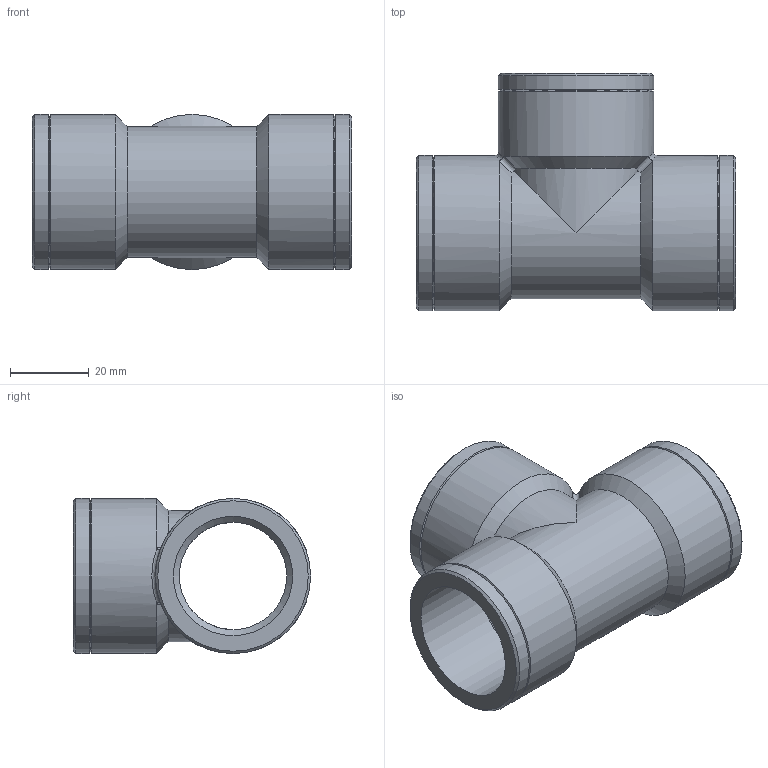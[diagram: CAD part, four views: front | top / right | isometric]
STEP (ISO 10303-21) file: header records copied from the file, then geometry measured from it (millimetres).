
FILE_DESCRIPTION(/* description */ ('PLASSON THREADED TEE 1"'),/* implementation_level */ '2;1');
FILE_NAME(/* name */ '050407010_0504070100A.ipt.stp',/* time_stamp */ '2017-06-18T09:21:04+03:00',/* author */ ('KIM'),/* organization */ (''),/* preprocessor_version */ 'ST-DEVELOPER v15.6',/* originating_system */ 'Autodesk Inventor 2015',/* authorisation */ '');
FILE_SCHEMA (('AUTOMOTIVE_DESIGN { 1 0 10303 214 3 1 1 }'));
Length unit declared in the file: millimetre
Products named in the file (1): 050407010_0504070100A
Bounding box: 81 x 60.19 x 39.38 mm (x, y, z)
Volume: 43759.3 mm3; surface area: 23291.2 mm2
Topology: 1 solids, 1 shells, 39 faces, 98 edges, 61 vertices
Faces by surface type: cone 16, cylinder 14, bspline 6, plane 3
Full cylindrical faces by diameter (mm): 27.262 x2, 30.291 x3, 39.378 x6
Entity records: 1406 total; most frequent: CARTESIAN_POINT 604, DIRECTION 152, ORIENTED_EDGE 140, AXIS2_PLACEMENT_3D 76, EDGE_CURVE 70, EDGE_LOOP 66, VERTEX_POINT 56, FACE_OUTER_BOUND 39
